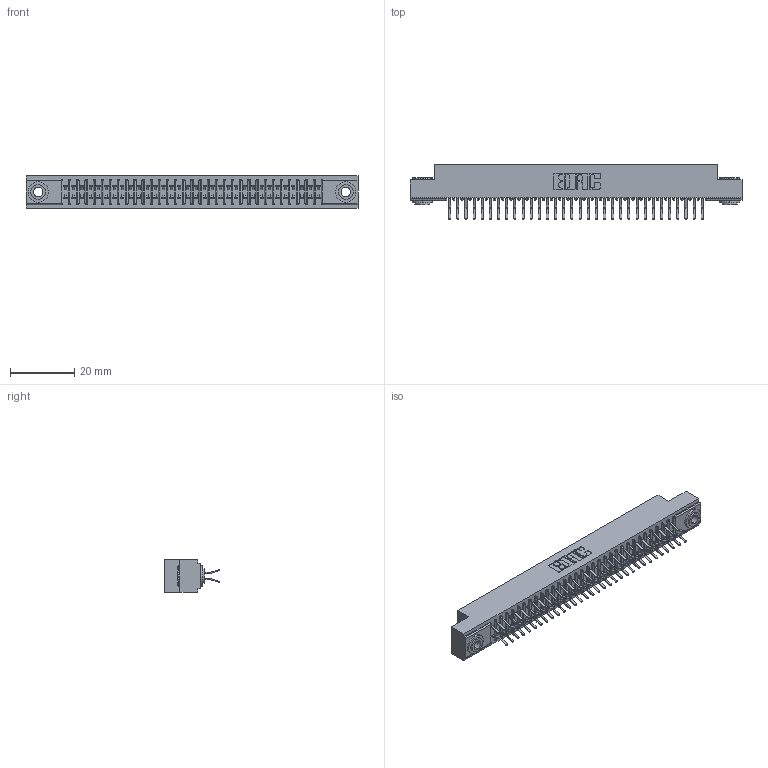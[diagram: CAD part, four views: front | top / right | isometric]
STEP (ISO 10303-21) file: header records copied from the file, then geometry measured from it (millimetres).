
FILE_DESCRIPTION (( 'STEP AP203' ), '1' );
FILE_NAME ('341-064-556-203.STEP', '2018-08-07T18:25:05', ( '' ), ( '' ), 'SwSTEP 2.0', 'SolidWorks 2016', '' );
FILE_SCHEMA (( 'CONFIG_CONTROL_DESIGN' ));
Length unit declared in the file: inch
Products named in the file (4): 341-064-556-203; 341 Part_.156 (3.96) Dia Mounting Holes; 341-292-001_341-292-156; 345-250-002_345-250-002-102
Assembly tree (67 placements, depth 2):
  341-064-556-203
    341 Part_.156 (3.96) Dia Mounting Holes
    341-292-001_341-292-156  x64
    345-250-002_345-250-002-102  x2
Bounding box: 103.5 x 17.07 x 10.16 mm (x, y, z)
Volume: 7656.2 mm3; surface area: 13672.3 mm2
Topology: 67 solids, 67 shells, 4648 faces, 13452 edges, 8726 vertices
Faces by surface type: plane 2652, cylinder 1860, sphere 66, torus 62, cone 8
Entity records: 41264 total; most frequent: CARTESIAN_POINT 6841, ORIENTED_EDGE 6788, DIRECTION 6666, EDGE_CURVE 3394, LINE 2716, VECTOR 2716, VERTEX_POINT 2150, AXIS2_PLACEMENT_3D 1975
